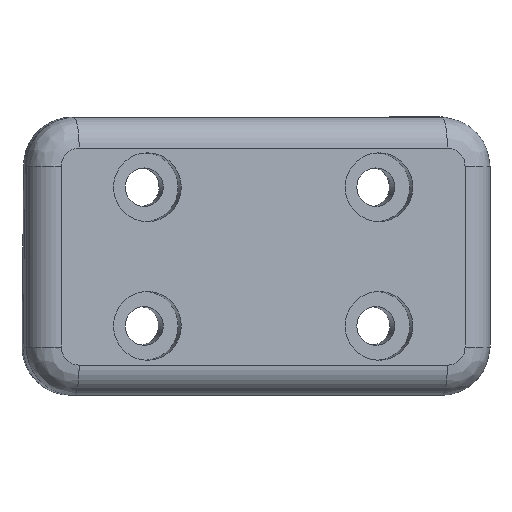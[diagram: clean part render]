
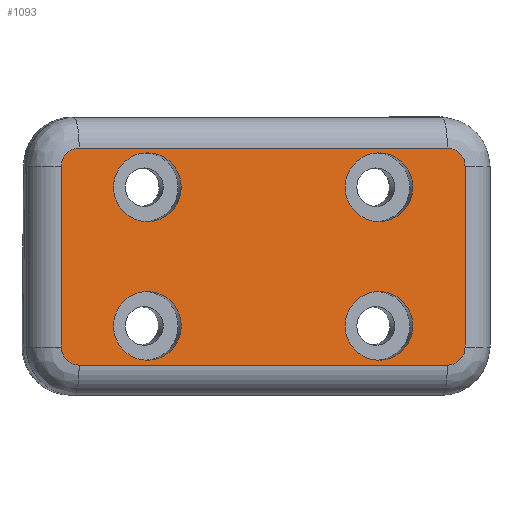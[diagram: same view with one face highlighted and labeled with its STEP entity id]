
A CAD part, left-side view. The second image highlights one B-rep face of the part: STEP entity #1093.
In plain terms, the highlighted planar face has unit normal (-0.985, -0.174, 0).
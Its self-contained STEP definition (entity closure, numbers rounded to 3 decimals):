
#25=FACE_BOUND('',#201,.T.);
#26=FACE_BOUND('',#202,.T.);
#27=FACE_BOUND('',#203,.T.);
#28=FACE_BOUND('',#204,.T.);
#34=CIRCLE('',#1156,1.5);
#44=CIRCLE('',#1207,2.85);
#45=CIRCLE('',#1209,2.85);
#46=CIRCLE('',#1211,2.85);
#47=CIRCLE('',#1213,2.85);
#48=CIRCLE('',#1215,1.5);
#49=CIRCLE('',#1216,1.5);
#50=CIRCLE('',#1217,1.5);
#131=FACE_OUTER_BOUND('',#200,.T.);
#200=EDGE_LOOP('',(#928,#929,#930,#931,#932,#933,#934,#935));
#201=EDGE_LOOP('',(#936));
#202=EDGE_LOOP('',(#937));
#203=EDGE_LOOP('',(#938));
#204=EDGE_LOOP('',(#939));
#255=LINE('',#1687,#350);
#305=LINE('',#1876,#400);
#306=LINE('',#1880,#401);
#307=LINE('',#1883,#402);
#350=VECTOR('',#1329,10.);
#400=VECTOR('',#1515,10.);
#401=VECTOR('',#1518,10.);
#402=VECTOR('',#1521,10.);
#479=VERTEX_POINT('',#1683);
#480=VERTEX_POINT('',#1685);
#488=VERTEX_POINT('',#1720);
#525=VERTEX_POINT('',#1858);
#526=VERTEX_POINT('',#1862);
#527=VERTEX_POINT('',#1866);
#528=VERTEX_POINT('',#1870);
#529=VERTEX_POINT('',#1874);
#530=VERTEX_POINT('',#1875);
#531=VERTEX_POINT('',#1877);
#532=VERTEX_POINT('',#1879);
#533=VERTEX_POINT('',#1882);
#589=EDGE_CURVE('',#479,#480,#255,.T.);
#602=EDGE_CURVE('',#480,#488,#34,.T.);
#664=EDGE_CURVE('',#525,#525,#44,.F.);
#666=EDGE_CURVE('',#526,#526,#45,.F.);
#668=EDGE_CURVE('',#527,#527,#46,.F.);
#670=EDGE_CURVE('',#528,#528,#47,.F.);
#672=EDGE_CURVE('',#529,#530,#305,.T.);
#673=EDGE_CURVE('',#530,#531,#48,.T.);
#674=EDGE_CURVE('',#531,#532,#306,.T.);
#675=EDGE_CURVE('',#532,#479,#49,.T.);
#676=EDGE_CURVE('',#488,#533,#307,.T.);
#677=EDGE_CURVE('',#533,#529,#50,.T.);
#928=ORIENTED_EDGE('',*,*,#672,.T.);
#929=ORIENTED_EDGE('',*,*,#673,.T.);
#930=ORIENTED_EDGE('',*,*,#674,.T.);
#931=ORIENTED_EDGE('',*,*,#675,.T.);
#932=ORIENTED_EDGE('',*,*,#589,.T.);
#933=ORIENTED_EDGE('',*,*,#602,.T.);
#934=ORIENTED_EDGE('',*,*,#676,.T.);
#935=ORIENTED_EDGE('',*,*,#677,.T.);
#936=ORIENTED_EDGE('',*,*,#668,.T.);
#937=ORIENTED_EDGE('',*,*,#666,.T.);
#938=ORIENTED_EDGE('',*,*,#670,.T.);
#939=ORIENTED_EDGE('',*,*,#664,.T.);
#1042=PLANE('',#1214);
#1093=ADVANCED_FACE('',(#131,#25,#26,#27,#28),#1042,.F.);
#1156=AXIS2_PLACEMENT_3D('',#1722,#1356,#1357);
#1207=AXIS2_PLACEMENT_3D('',#1859,#1495,#1496);
#1209=AXIS2_PLACEMENT_3D('',#1863,#1500,#1501);
#1211=AXIS2_PLACEMENT_3D('',#1867,#1505,#1506);
#1213=AXIS2_PLACEMENT_3D('',#1871,#1510,#1511);
#1214=AXIS2_PLACEMENT_3D('',#1873,#1513,#1514);
#1215=AXIS2_PLACEMENT_3D('',#1878,#1516,#1517);
#1216=AXIS2_PLACEMENT_3D('',#1881,#1519,#1520);
#1217=AXIS2_PLACEMENT_3D('',#1884,#1522,#1523);
#1329=DIRECTION('',(-0.174,0.985,0.));
#1356=DIRECTION('center_axis',(-0.985,-0.174,0.));
#1357=DIRECTION('ref_axis',(-0.123,0.696,0.707));
#1495=DIRECTION('center_axis',(-0.985,-0.174,0.));
#1496=DIRECTION('ref_axis',(-0.174,0.985,0.));
#1500=DIRECTION('center_axis',(-0.985,-0.174,0.));
#1501=DIRECTION('ref_axis',(-0.174,0.985,0.));
#1505=DIRECTION('center_axis',(-0.985,-0.174,0.));
#1506=DIRECTION('ref_axis',(-0.174,0.985,0.));
#1510=DIRECTION('center_axis',(-0.985,-0.174,0.));
#1511=DIRECTION('ref_axis',(-0.174,0.985,0.));
#1513=DIRECTION('center_axis',(0.985,0.174,0.));
#1514=DIRECTION('ref_axis',(0.,0.,-1.));
#1515=DIRECTION('',(0.174,-0.985,0.));
#1516=DIRECTION('center_axis',(-0.985,-0.174,0.));
#1517=DIRECTION('ref_axis',(0.123,-0.696,-0.707));
#1518=DIRECTION('',(0.,0.,1.));
#1519=DIRECTION('center_axis',(-0.985,-0.174,0.));
#1520=DIRECTION('ref_axis',(0.123,-0.696,0.707));
#1521=DIRECTION('',(0.,0.,-1.));
#1522=DIRECTION('center_axis',(-0.985,-0.174,0.));
#1523=DIRECTION('ref_axis',(-0.123,0.696,-0.707));
#1683=CARTESIAN_POINT('',(-83.869,-16.54,186.5));
#1685=CARTESIAN_POINT('',(-89.252,13.989,186.5));
#1687=CARTESIAN_POINT('',(-87.993,6.849,186.5));
#1720=CARTESIAN_POINT('',(-89.513,15.466,185.));
#1722=CARTESIAN_POINT('Origin',(-89.252,13.989,185.));
#1858=CARTESIAN_POINT('',(-84.373,-13.684,183.25));
#1859=CARTESIAN_POINT('Origin',(-84.868,-10.877,183.25));
#1862=CARTESIAN_POINT('',(-87.759,5.52,183.25));
#1863=CARTESIAN_POINT('Origin',(-88.254,8.327,183.25));
#1866=CARTESIAN_POINT('',(-87.759,5.52,171.75));
#1867=CARTESIAN_POINT('Origin',(-88.254,8.327,171.75));
#1870=CARTESIAN_POINT('',(-84.373,-13.684,171.75));
#1871=CARTESIAN_POINT('Origin',(-84.868,-10.877,171.75));
#1873=CARTESIAN_POINT('Origin',(-86.387,-2.26,177.5));
#1874=CARTESIAN_POINT('',(-89.252,13.989,168.5));
#1875=CARTESIAN_POINT('',(-83.869,-16.54,168.5));
#1876=CARTESIAN_POINT('',(-84.781,-11.37,168.5));
#1877=CARTESIAN_POINT('',(-83.609,-18.017,170.));
#1878=CARTESIAN_POINT('Origin',(-83.869,-16.54,170.));
#1879=CARTESIAN_POINT('',(-83.609,-18.017,185.));
#1880=CARTESIAN_POINT('',(-83.609,-18.017,183.25));
#1881=CARTESIAN_POINT('Origin',(-83.869,-16.54,185.));
#1882=CARTESIAN_POINT('',(-89.513,15.466,170.));
#1883=CARTESIAN_POINT('',(-89.513,15.466,171.75));
#1884=CARTESIAN_POINT('Origin',(-89.252,13.989,170.));
